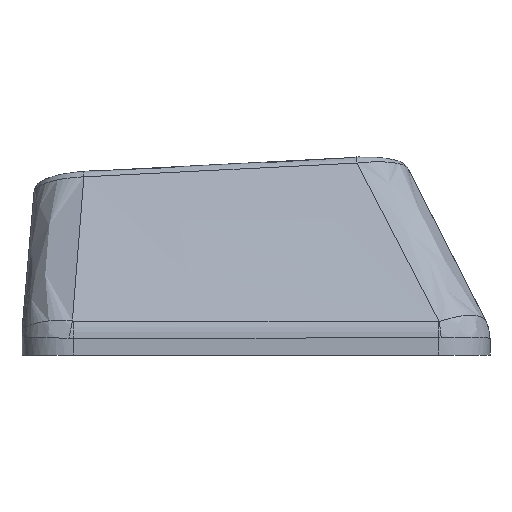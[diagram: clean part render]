
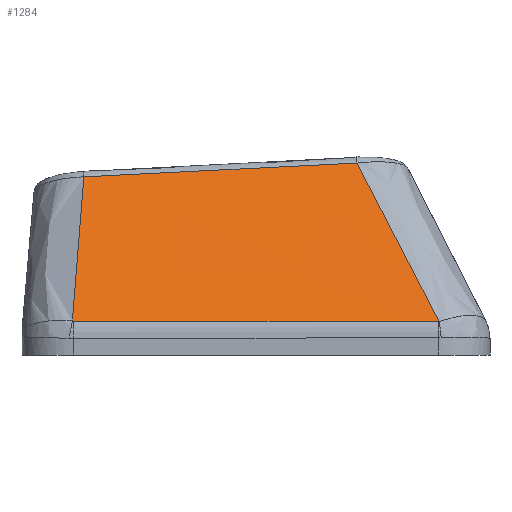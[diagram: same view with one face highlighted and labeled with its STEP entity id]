
A CAD part, left-side view. The second image highlights one B-rep face of the part: STEP entity #1284.
In plain terms, the highlighted free-form (B-spline) face has degree [3, 3] with [4, 4] control points.
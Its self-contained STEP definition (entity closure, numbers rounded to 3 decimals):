
#40=B_SPLINE_SURFACE_WITH_KNOTS('',3,3,((#2931,#2932,#2933,#2934),(#2935,
#2936,#2937,#2938),(#2939,#2940,#2941,#2942),(#2943,#2944,#2945,#2946)),
 .UNSPECIFIED.,.F.,.F.,.F.,(4,4),(4,4),(0.107,0.899),
(0.045,0.956),.UNSPECIFIED.);
#282=FACE_OUTER_BOUND('',#359,.T.);
#359=EDGE_LOOP('',(#1059,#1060,#1061,#1062,#1063,#1064));
#443=B_SPLINE_CURVE_WITH_KNOTS('',3,(#2318,#2319,#2320,#2321),
 .UNSPECIFIED.,.F.,.F.,(4,4),(0.,0.003),
 .UNSPECIFIED.);
#444=B_SPLINE_CURVE_WITH_KNOTS('',3,(#2339,#2340,#2341,#2342),
 .UNSPECIFIED.,.F.,.F.,(4,4),(-1.416,0.),.UNSPECIFIED.);
#447=B_SPLINE_CURVE_WITH_KNOTS('',3,(#2372,#2373,#2374,#2375),
 .UNSPECIFIED.,.F.,.F.,(4,4),(0.,0.004),.UNSPECIFIED.);
#458=B_SPLINE_CURVE_WITH_KNOTS('',3,(#2603,#2604,#2605,#2606),
 .UNSPECIFIED.,.F.,.F.,(4,4),(0.037,0.785),
 .UNSPECIFIED.);
#472=B_SPLINE_CURVE_WITH_KNOTS('',3,(#2861,#2862,#2863,#2864),
 .UNSPECIFIED.,.F.,.F.,(4,4),(0.,1.061),.UNSPECIFIED.);
#477=B_SPLINE_CURVE_WITH_KNOTS('',3,(#2947,#2948,#2949,#2950),
 .UNSPECIFIED.,.F.,.F.,(4,4),(-0.661,-0.033),
 .UNSPECIFIED.);
#567=VERTEX_POINT('',#2280);
#569=VERTEX_POINT('',#2311);
#571=VERTEX_POINT('',#2338);
#573=VERTEX_POINT('',#2365);
#589=VERTEX_POINT('',#2596);
#601=VERTEX_POINT('',#2859);
#722=EDGE_CURVE('',#567,#569,#443,.T.);
#723=EDGE_CURVE('',#569,#571,#444,.T.);
#728=EDGE_CURVE('',#571,#573,#447,.T.);
#754=EDGE_CURVE('',#589,#567,#458,.T.);
#775=EDGE_CURVE('',#601,#589,#472,.T.);
#781=EDGE_CURVE('',#573,#601,#477,.T.);
#1059=ORIENTED_EDGE('',*,*,#722,.F.);
#1060=ORIENTED_EDGE('',*,*,#754,.F.);
#1061=ORIENTED_EDGE('',*,*,#775,.F.);
#1062=ORIENTED_EDGE('',*,*,#781,.F.);
#1063=ORIENTED_EDGE('',*,*,#728,.F.);
#1064=ORIENTED_EDGE('',*,*,#723,.F.);
#1284=ADVANCED_FACE('',(#282),#40,.F.);
#2280=CARTESIAN_POINT('',(-8.943,-7.107,0.299));
#2311=CARTESIAN_POINT('',(-8.944,-7.079,0.298));
#2318=CARTESIAN_POINT('Ctrl Pts',(-8.943,-7.107,0.299));
#2319=CARTESIAN_POINT('Ctrl Pts',(-8.944,-7.098,0.298));
#2320=CARTESIAN_POINT('Ctrl Pts',(-8.944,-7.088,0.298));
#2321=CARTESIAN_POINT('Ctrl Pts',(-8.944,-7.079,0.298));
#2338=CARTESIAN_POINT('',(-8.921,7.082,0.318));
#2339=CARTESIAN_POINT('Ctrl Pts',(-8.944,-7.079,0.298));
#2340=CARTESIAN_POINT('Ctrl Pts',(-8.937,-2.359,0.304));
#2341=CARTESIAN_POINT('Ctrl Pts',(-8.929,2.361,0.311));
#2342=CARTESIAN_POINT('Ctrl Pts',(-8.921,7.082,0.318));
#2365=CARTESIAN_POINT('',(-8.919,7.125,0.322));
#2372=CARTESIAN_POINT('Ctrl Pts',(-8.921,7.082,0.318));
#2373=CARTESIAN_POINT('Ctrl Pts',(-8.921,7.096,0.318));
#2374=CARTESIAN_POINT('Ctrl Pts',(-8.92,7.111,0.319));
#2375=CARTESIAN_POINT('Ctrl Pts',(-8.919,7.125,0.322));
#2596=CARTESIAN_POINT('',(-6.11,-3.922,6.452));
#2603=CARTESIAN_POINT('Ctrl Pts',(-6.11,-3.922,6.452));
#2604=CARTESIAN_POINT('Ctrl Pts',(-7.057,-4.986,4.403));
#2605=CARTESIAN_POINT('Ctrl Pts',(-8.001,-6.047,2.351));
#2606=CARTESIAN_POINT('Ctrl Pts',(-8.943,-7.107,0.299));
#2859=CARTESIAN_POINT('',(-6.116,6.678,5.915));
#2861=CARTESIAN_POINT('Ctrl Pts',(-6.116,6.678,5.915));
#2862=CARTESIAN_POINT('Ctrl Pts',(-6.114,3.145,6.093));
#2863=CARTESIAN_POINT('Ctrl Pts',(-6.112,-0.389,
6.272));
#2864=CARTESIAN_POINT('Ctrl Pts',(-6.11,-3.922,6.452));
#2931=CARTESIAN_POINT('Ctrl Pts',(-6.11,7.033,5.91));
#2932=CARTESIAN_POINT('Ctrl Pts',(-7.054,7.064,4.031));
#2933=CARTESIAN_POINT('Ctrl Pts',(-7.999,7.095,2.151));
#2934=CARTESIAN_POINT('Ctrl Pts',(-8.944,7.126,0.272));
#2935=CARTESIAN_POINT('Ctrl Pts',(-6.11,3.257,6.097));
#2936=CARTESIAN_POINT('Ctrl Pts',(-7.054,2.965,4.158));
#2937=CARTESIAN_POINT('Ctrl Pts',(-7.999,2.673,2.219));
#2938=CARTESIAN_POINT('Ctrl Pts',(-8.944,2.382,0.28));
#2939=CARTESIAN_POINT('Ctrl Pts',(-6.11,-0.519,
6.283));
#2940=CARTESIAN_POINT('Ctrl Pts',(-7.054,-1.133,4.285));
#2941=CARTESIAN_POINT('Ctrl Pts',(-7.999,-1.748,2.287));
#2942=CARTESIAN_POINT('Ctrl Pts',(-8.944,-2.363,0.289));
#2943=CARTESIAN_POINT('Ctrl Pts',(-6.11,-4.295,6.47));
#2944=CARTESIAN_POINT('Ctrl Pts',(-7.054,-5.232,4.413));
#2945=CARTESIAN_POINT('Ctrl Pts',(-7.999,-6.17,2.355));
#2946=CARTESIAN_POINT('Ctrl Pts',(-8.944,-7.107,0.298));
#2947=CARTESIAN_POINT('Ctrl Pts',(-8.919,7.125,0.322));
#2948=CARTESIAN_POINT('Ctrl Pts',(-7.982,6.973,2.185));
#2949=CARTESIAN_POINT('Ctrl Pts',(-7.048,6.824,4.049));
#2950=CARTESIAN_POINT('Ctrl Pts',(-6.116,6.678,5.915));
